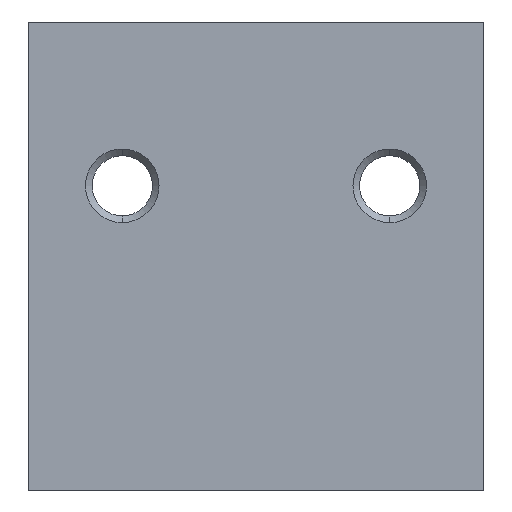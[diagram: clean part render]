
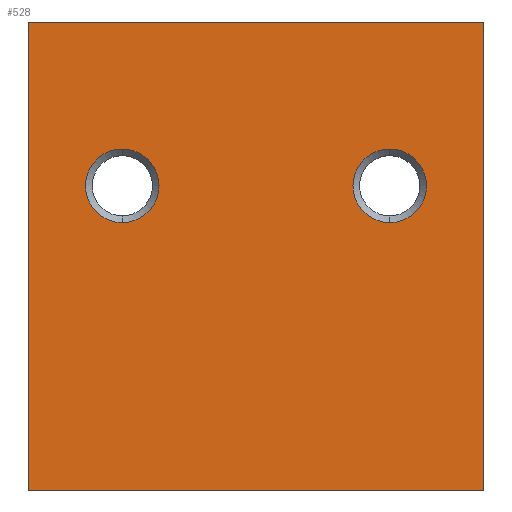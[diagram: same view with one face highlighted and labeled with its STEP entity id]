
A CAD part, front view. The second image highlights one B-rep face of the part: STEP entity #528.
In plain terms, the highlighted planar face has unit normal (0, -1, 0).
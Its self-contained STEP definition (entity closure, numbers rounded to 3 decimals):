
#10 = ORIENTED_EDGE ( 'NONE', *, *, #1296, .F. ) ;
#13 = EDGE_CURVE ( 'NONE', #649, #813, #1001, .T. ) ;
#38 = CARTESIAN_POINT ( 'NONE',  ( 10., 0., 8. ) ) ;
#45 = VECTOR ( 'NONE', #192, 1000. ) ;
#52 = CARTESIAN_POINT ( 'NONE',  ( -10., 0., 8. ) ) ;
#74 = DIRECTION ( 'NONE',  ( 0., 1., 0. ) ) ;
#87 = LINE ( 'NONE', #718, #45 ) ;
#92 = CARTESIAN_POINT ( 'NONE',  ( -10., 0., 2.5 ) ) ;
#93 = DIRECTION ( 'NONE',  ( 0., 0., 1. ) ) ;
#139 = ORIENTED_EDGE ( 'NONE', *, *, #1075, .T. ) ;
#143 = DIRECTION ( 'NONE',  ( 0., 1., 0. ) ) ;
#144 = CARTESIAN_POINT ( 'NONE',  ( 10., 0., 2.5 ) ) ;
#180 = DIRECTION ( 'NONE',  ( 0., 0., 1. ) ) ;
#192 = DIRECTION ( 'NONE',  ( 0., 0., -1. ) ) ;
#201 = VECTOR ( 'NONE', #457, 1000. ) ;
#216 = CARTESIAN_POINT ( 'NONE',  ( -17., 0., 17.5 ) ) ;
#222 = AXIS2_PLACEMENT_3D ( 'NONE', #427, #74, #93 ) ;
#245 = CARTESIAN_POINT ( 'NONE',  ( 17., 0., 17.5 ) ) ;
#266 = VERTEX_POINT ( 'NONE', #216 ) ;
#270 = CARTESIAN_POINT ( 'NONE',  ( 17., 0., 17.5 ) ) ;
#302 = VERTEX_POINT ( 'NONE', #92 ) ;
#338 = ORIENTED_EDGE ( 'NONE', *, *, #913, .T. ) ;
#378 = DIRECTION ( 'NONE',  ( 0., 1., 0. ) ) ;
#423 = EDGE_CURVE ( 'NONE', #302, #1103, #1371, .T. ) ;
#427 = CARTESIAN_POINT ( 'NONE',  ( -10., 0., 5.25 ) ) ;
#443 = EDGE_LOOP ( 'NONE', ( #139, #1291 ) ) ;
#457 = DIRECTION ( 'NONE',  ( 0., 0., -1. ) ) ;
#469 = CARTESIAN_POINT ( 'NONE',  ( 17., 0., 17.5 ) ) ;
#512 = VECTOR ( 'NONE', #940, 1000. ) ;
#525 = CIRCLE ( 'NONE', #222, 2.75 ) ;
#528 = ADVANCED_FACE ( 'NONE', ( #725, #1114, #685 ), #986, .F. ) ;
#529 = LINE ( 'NONE', #1044, #512 ) ;
#537 = EDGE_LOOP ( 'NONE', ( #338, #10, #753, #899 ) ) ;
#540 = EDGE_LOOP ( 'NONE', ( #1072, #803 ) ) ;
#639 = EDGE_CURVE ( 'NONE', #912, #1310, #1110, .T. ) ;
#649 = VERTEX_POINT ( 'NONE', #270 ) ;
#670 = DIRECTION ( 'NONE',  ( 0., 1., 0. ) ) ;
#685 = FACE_OUTER_BOUND ( 'NONE', #537, .T. ) ;
#718 = CARTESIAN_POINT ( 'NONE',  ( -17., 0., 17.5 ) ) ;
#720 = CARTESIAN_POINT ( 'NONE',  ( 10., 0., 5.25 ) ) ;
#725 = FACE_BOUND ( 'NONE', #443, .T. ) ;
#753 = ORIENTED_EDGE ( 'NONE', *, *, #13, .F. ) ;
#786 = CARTESIAN_POINT ( 'NONE',  ( 17., 0., -17.5 ) ) ;
#794 = CARTESIAN_POINT ( 'NONE',  ( -17., 0., -17.5 ) ) ;
#799 = DIRECTION ( 'NONE',  ( 0., 0., 1. ) ) ;
#803 = ORIENTED_EDGE ( 'NONE', *, *, #910, .T. ) ;
#813 = VERTEX_POINT ( 'NONE', #786 ) ;
#831 = VERTEX_POINT ( 'NONE', #794 ) ;
#859 = AXIS2_PLACEMENT_3D ( 'NONE', #720, #143, #923 ) ;
#877 = AXIS2_PLACEMENT_3D ( 'NONE', #469, #378, #799 ) ;
#899 = ORIENTED_EDGE ( 'NONE', *, *, #1246, .T. ) ;
#905 = CIRCLE ( 'NONE', #928, 2.75 ) ;
#910 = EDGE_CURVE ( 'NONE', #1103, #302, #525, .T. ) ;
#912 = VERTEX_POINT ( 'NONE', #38 ) ;
#913 = EDGE_CURVE ( 'NONE', #266, #831, #87, .T. ) ;
#923 = DIRECTION ( 'NONE',  ( 0., 0., 1. ) ) ;
#928 = AXIS2_PLACEMENT_3D ( 'NONE', #1347, #1249, #180 ) ;
#940 = DIRECTION ( 'NONE',  ( -1., 0., 0. ) ) ;
#953 = AXIS2_PLACEMENT_3D ( 'NONE', #1152, #670, #1251 ) ;
#986 = PLANE ( 'NONE',  #877 ) ;
#1001 = LINE ( 'NONE', #1234, #201 ) ;
#1016 = VECTOR ( 'NONE', #1055, 1000. ) ;
#1044 = CARTESIAN_POINT ( 'NONE',  ( 17., 0., -17.5 ) ) ;
#1055 = DIRECTION ( 'NONE',  ( -1., 0., 0. ) ) ;
#1072 = ORIENTED_EDGE ( 'NONE', *, *, #423, .T. ) ;
#1075 = EDGE_CURVE ( 'NONE', #1310, #912, #905, .T. ) ;
#1086 = LINE ( 'NONE', #245, #1016 ) ;
#1103 = VERTEX_POINT ( 'NONE', #52 ) ;
#1110 = CIRCLE ( 'NONE', #859, 2.75 ) ;
#1114 = FACE_BOUND ( 'NONE', #540, .T. ) ;
#1152 = CARTESIAN_POINT ( 'NONE',  ( -10., 0., 5.25 ) ) ;
#1234 = CARTESIAN_POINT ( 'NONE',  ( 17., 0., 17.5 ) ) ;
#1246 = EDGE_CURVE ( 'NONE', #649, #266, #1086, .T. ) ;
#1249 = DIRECTION ( 'NONE',  ( 0., 1., 0. ) ) ;
#1251 = DIRECTION ( 'NONE',  ( 0., 0., 1. ) ) ;
#1291 = ORIENTED_EDGE ( 'NONE', *, *, #639, .T. ) ;
#1296 = EDGE_CURVE ( 'NONE', #813, #831, #529, .T. ) ;
#1310 = VERTEX_POINT ( 'NONE', #144 ) ;
#1347 = CARTESIAN_POINT ( 'NONE',  ( 10., 0., 5.25 ) ) ;
#1371 = CIRCLE ( 'NONE', #953, 2.75 ) ;
